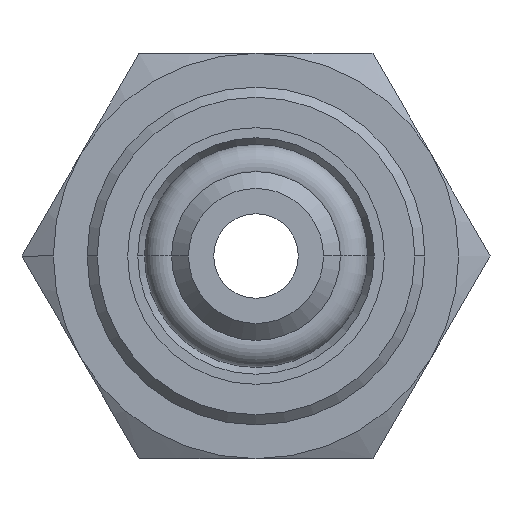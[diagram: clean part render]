
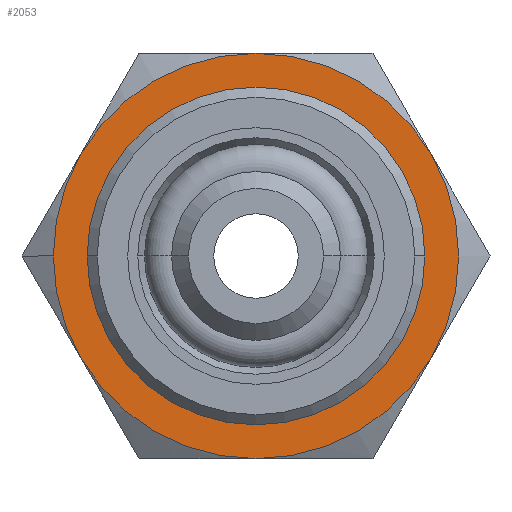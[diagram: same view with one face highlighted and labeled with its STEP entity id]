
A CAD part, front view. The second image highlights one B-rep face of the part: STEP entity #2053.
In plain terms, the highlighted planar face has unit normal (0, -1, 0).
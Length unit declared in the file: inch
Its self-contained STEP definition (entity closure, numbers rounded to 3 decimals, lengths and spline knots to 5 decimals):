
#4 = EDGE_CURVE ( 'NONE', #885, #658, #859, .T. ) ;
#23 = CIRCLE ( 'NONE', #265, 0.19685 ) ;
#28 = CARTESIAN_POINT ( 'NONE',  ( 0., 0.27559, 0.23622 ) ) ;
#40 = DIRECTION ( 'NONE',  ( -1., 0., 0. ) ) ;
#48 = AXIS2_PLACEMENT_3D ( 'NONE', #971, #1648, #516 ) ;
#69 = AXIS2_PLACEMENT_3D ( 'NONE', #1289, #1761, #2078 ) ;
#74 = DIRECTION ( 'NONE',  ( 0., 1., 0. ) ) ;
#89 = EDGE_CURVE ( 'NONE', #1449, #2041, #23, .T. ) ;
#114 = VERTEX_POINT ( 'NONE', #1462 ) ;
#172 = CARTESIAN_POINT ( 'NONE',  ( -0.19685, 0.27559, 0. ) ) ;
#186 = CARTESIAN_POINT ( 'NONE',  ( 0.20457, 0.27559, -0.11811 ) ) ;
#203 = AXIS2_PLACEMENT_3D ( 'NONE', #939, #1107, #1737 ) ;
#234 = AXIS2_PLACEMENT_3D ( 'NONE', #861, #1827, #40 ) ;
#265 = AXIS2_PLACEMENT_3D ( 'NONE', #801, #306, #1436 ) ;
#306 = DIRECTION ( 'NONE',  ( 0., 1., 0. ) ) ;
#338 = CARTESIAN_POINT ( 'NONE',  ( -0.21654, 0.27559, 0. ) ) ;
#359 = CARTESIAN_POINT ( 'NONE',  ( 0.19685, 0.27559, 0. ) ) ;
#365 = EDGE_LOOP ( 'NONE', ( #2039, #912 ) ) ;
#400 = CIRCLE ( 'NONE', #1535, 0.23622 ) ;
#443 = EDGE_CURVE ( 'NONE', #2041, #1449, #1412, .T. ) ;
#459 = DIRECTION ( 'NONE',  ( 0., 1., 0. ) ) ;
#466 = EDGE_CURVE ( 'NONE', #862, #539, #1850, .T. ) ;
#516 = DIRECTION ( 'NONE',  ( -1., 0., 0. ) ) ;
#539 = VERTEX_POINT ( 'NONE', #974 ) ;
#579 = CARTESIAN_POINT ( 'NONE',  ( -0.23622, 0.27559, 0. ) ) ;
#591 = CARTESIAN_POINT ( 'NONE',  ( 0., 0.27559, 0. ) ) ;
#658 = VERTEX_POINT ( 'NONE', #28 ) ;
#662 = DIRECTION ( 'NONE',  ( 0., -1., 0. ) ) ;
#700 = DIRECTION ( 'NONE',  ( 0., 1., 0. ) ) ;
#718 = VERTEX_POINT ( 'NONE', #186 ) ;
#753 = CIRCLE ( 'NONE', #234, 0.23622 ) ;
#762 = AXIS2_PLACEMENT_3D ( 'NONE', #1933, #459, #1750 ) ;
#801 = CARTESIAN_POINT ( 'NONE',  ( 0., 0.27559, 0. ) ) ;
#804 = CARTESIAN_POINT ( 'NONE',  ( 0., 0.27559, 0. ) ) ;
#808 = EDGE_CURVE ( 'NONE', #718, #862, #1129, .T. ) ;
#836 = EDGE_CURVE ( 'NONE', #658, #114, #1211, .T. ) ;
#859 = CIRCLE ( 'NONE', #69, 0.23622 ) ;
#861 = CARTESIAN_POINT ( 'NONE',  ( 0., 0.27559, 0. ) ) ;
#862 = VERTEX_POINT ( 'NONE', #2051 ) ;
#865 = EDGE_LOOP ( 'NONE', ( #1566, #1407, #1237, #1855, #1065, #1891, #1222 ) ) ;
#885 = VERTEX_POINT ( 'NONE', #1568 ) ;
#900 = CIRCLE ( 'NONE', #48, 0.23622 ) ;
#912 = ORIENTED_EDGE ( 'NONE', *, *, #443, .T. ) ;
#916 = DIRECTION ( 'NONE',  ( -1., 0., 0. ) ) ;
#939 = CARTESIAN_POINT ( 'NONE',  ( 0., 0.27559, 0. ) ) ;
#945 = AXIS2_PLACEMENT_3D ( 'NONE', #804, #1601, #1772 ) ;
#971 = CARTESIAN_POINT ( 'NONE',  ( 0., 0.27559, 0. ) ) ;
#974 = CARTESIAN_POINT ( 'NONE',  ( -0.20457, 0.27559, -0.11811 ) ) ;
#1031 = AXIS2_PLACEMENT_3D ( 'NONE', #338, #662, #1300 ) ;
#1065 = ORIENTED_EDGE ( 'NONE', *, *, #2092, .F. ) ;
#1107 = DIRECTION ( 'NONE',  ( 0., 1., 0. ) ) ;
#1129 = CIRCLE ( 'NONE', #1251, 0.23622 ) ;
#1187 = FACE_BOUND ( 'NONE', #365, .T. ) ;
#1211 = CIRCLE ( 'NONE', #203, 0.23622 ) ;
#1222 = ORIENTED_EDGE ( 'NONE', *, *, #808, .F. ) ;
#1237 = ORIENTED_EDGE ( 'NONE', *, *, #4, .F. ) ;
#1251 = AXIS2_PLACEMENT_3D ( 'NONE', #591, #74, #916 ) ;
#1289 = CARTESIAN_POINT ( 'NONE',  ( 0., 0.27559, 0. ) ) ;
#1300 = DIRECTION ( 'NONE',  ( 1., 0., 0. ) ) ;
#1336 = PLANE ( 'NONE',  #1031 ) ;
#1337 = CARTESIAN_POINT ( 'NONE',  ( 0., 0.27559, 0. ) ) ;
#1343 = EDGE_CURVE ( 'NONE', #114, #718, #400, .T. ) ;
#1407 = ORIENTED_EDGE ( 'NONE', *, *, #836, .F. ) ;
#1412 = CIRCLE ( 'NONE', #945, 0.19685 ) ;
#1436 = DIRECTION ( 'NONE',  ( -1., 0., 0. ) ) ;
#1449 = VERTEX_POINT ( 'NONE', #172 ) ;
#1462 = CARTESIAN_POINT ( 'NONE',  ( 0.20457, 0.27559, 0.11811 ) ) ;
#1535 = AXIS2_PLACEMENT_3D ( 'NONE', #1337, #700, #2021 ) ;
#1566 = ORIENTED_EDGE ( 'NONE', *, *, #1343, .F. ) ;
#1568 = CARTESIAN_POINT ( 'NONE',  ( -0.20457, 0.27559, 0.11811 ) ) ;
#1601 = DIRECTION ( 'NONE',  ( 0., 1., 0. ) ) ;
#1640 = VERTEX_POINT ( 'NONE', #579 ) ;
#1648 = DIRECTION ( 'NONE',  ( 0., 1., 0. ) ) ;
#1737 = DIRECTION ( 'NONE',  ( -1., 0., 0. ) ) ;
#1750 = DIRECTION ( 'NONE',  ( -1., 0., 0. ) ) ;
#1761 = DIRECTION ( 'NONE',  ( 0., 1., 0. ) ) ;
#1772 = DIRECTION ( 'NONE',  ( -1., 0., 0. ) ) ;
#1827 = DIRECTION ( 'NONE',  ( 0., 1., 0. ) ) ;
#1850 = CIRCLE ( 'NONE', #762, 0.23622 ) ;
#1855 = ORIENTED_EDGE ( 'NONE', *, *, #2013, .F. ) ;
#1891 = ORIENTED_EDGE ( 'NONE', *, *, #466, .F. ) ;
#1933 = CARTESIAN_POINT ( 'NONE',  ( 0., 0.27559, 0. ) ) ;
#2013 = EDGE_CURVE ( 'NONE', #1640, #885, #900, .T. ) ;
#2021 = DIRECTION ( 'NONE',  ( -1., 0., 0. ) ) ;
#2039 = ORIENTED_EDGE ( 'NONE', *, *, #89, .T. ) ;
#2041 = VERTEX_POINT ( 'NONE', #359 ) ;
#2051 = CARTESIAN_POINT ( 'NONE',  ( 0., 0.27559, -0.23622 ) ) ;
#2053 = ADVANCED_FACE ( 'NONE', ( #2091, #1187 ), #1336, .T. ) ;
#2078 = DIRECTION ( 'NONE',  ( -1., 0., 0. ) ) ;
#2091 = FACE_OUTER_BOUND ( 'NONE', #865, .T. ) ;
#2092 = EDGE_CURVE ( 'NONE', #539, #1640, #753, .T. ) ;
